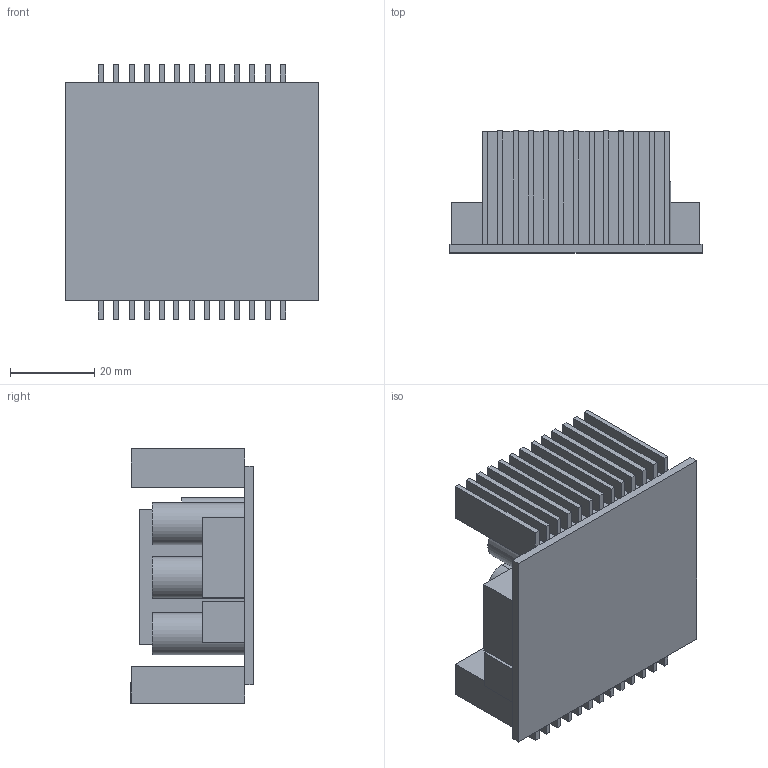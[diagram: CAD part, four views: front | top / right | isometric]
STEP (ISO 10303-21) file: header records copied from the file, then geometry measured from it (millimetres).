
FILE_DESCRIPTION (( 'STEP AP214' ), '1' );
FILE_NAME ('DCDC.STEP', '2019-12-06T10:53:18', ( '' ), ( '' ), 'SwSTEP 2.0', 'SolidWorks 2019', '' );
FILE_SCHEMA (( 'AUTOMOTIVE_DESIGN' ));
Length unit declared in the file: millimetre
Products named in the file (1): DCDC
Bounding box: 60 x 29.12 x 60.59 mm (x, y, z)
Volume: 43870 mm3; surface area: 27278.2 mm2
Topology: 1 solids, 1 shells, 210 faces, 546 edges, 350 vertices
Faces by surface type: plane 198, cylinder 12
Entity records: 6292 total; most frequent: CARTESIAN_POINT 1107, ORIENTED_EDGE 1092, DIRECTION 992, EDGE_CURVE 546, LINE 522, VECTOR 522, VERTEX_POINT 350, AXIS2_PLACEMENT_3D 235
